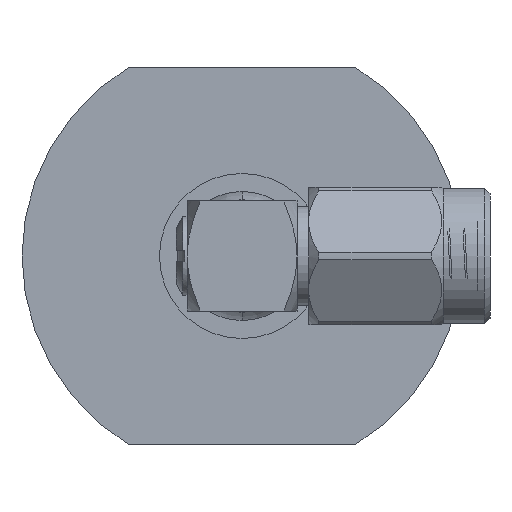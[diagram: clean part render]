
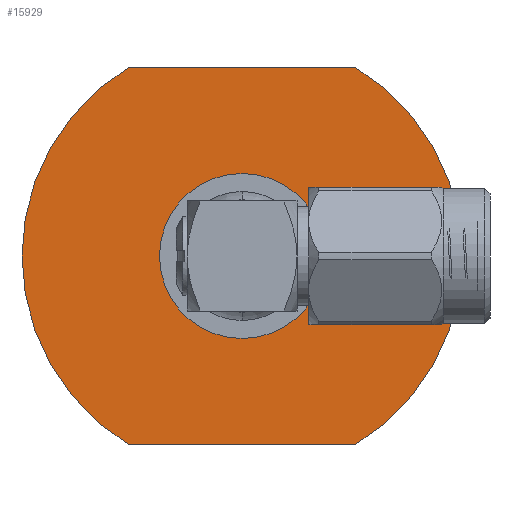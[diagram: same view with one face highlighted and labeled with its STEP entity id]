
A CAD part, left-side view. The second image highlights one B-rep face of the part: STEP entity #15929.
In plain terms, the highlighted face is planar.
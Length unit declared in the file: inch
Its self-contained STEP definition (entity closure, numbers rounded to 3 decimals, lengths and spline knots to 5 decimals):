
#385 = CARTESIAN_POINT ( 'NONE',  ( 0.84849, 0., 0. ) ) ;
#489 = EDGE_LOOP ( 'NONE', ( #16737, #14869 ) ) ;
#904 = DIRECTION ( 'NONE',  ( 0., 0., 1. ) ) ;
#1295 = ORIENTED_EDGE ( 'NONE', *, *, #3938, .F. ) ;
#1380 = CIRCLE ( 'NONE', #2895, 0.15 ) ;
#2267 = VERTEX_POINT ( 'NONE', #18607 ) ;
#2669 = EDGE_CURVE ( 'NONE', #10016, #7219, #1380, .T. ) ;
#2895 = AXIS2_PLACEMENT_3D ( 'NONE', #7933, #11989, #10197 ) ;
#2962 = EDGE_CURVE ( 'NONE', #10196, #2267, #7551, .T. ) ;
#2979 = CIRCLE ( 'NONE', #5244, 0.15 ) ;
#3341 = EDGE_CURVE ( 'NONE', #2267, #14250, #5571, .T. ) ;
#3708 = CARTESIAN_POINT ( 'NONE',  ( 0.84849, 0.20496, -0.3435 ) ) ;
#3938 = EDGE_CURVE ( 'NONE', #13204, #10196, #15116, .T. ) ;
#4074 = CARTESIAN_POINT ( 'NONE',  ( 0.84849, -0.20496, 0.3435 ) ) ;
#4364 = LINE ( 'NONE', #17357, #7274 ) ;
#4600 = DIRECTION ( 'NONE',  ( 0., 1., 0. ) ) ;
#5244 = AXIS2_PLACEMENT_3D ( 'NONE', #17374, #11896, #904 ) ;
#5571 = CIRCLE ( 'NONE', #16983, 0.4 ) ;
#5642 = PLANE ( 'NONE',  #15814 ) ;
#5647 = DIRECTION ( 'NONE',  ( 0., 0., 1. ) ) ;
#7039 = EDGE_LOOP ( 'NONE', ( #11978, #18537, #21030, #1295 ) ) ;
#7065 = VECTOR ( 'NONE', #22008, 39.37008 ) ;
#7219 = VERTEX_POINT ( 'NONE', #22194 ) ;
#7274 = VECTOR ( 'NONE', #4600, 39.37008 ) ;
#7551 = LINE ( 'NONE', #7666, #7065 ) ;
#7666 = CARTESIAN_POINT ( 'NONE',  ( 0.84849, 0.4, -0.3435 ) ) ;
#7933 = CARTESIAN_POINT ( 'NONE',  ( 0.84849, 0., 0. ) ) ;
#9219 = DIRECTION ( 'NONE',  ( -1., 0., 0. ) ) ;
#9454 = FACE_OUTER_BOUND ( 'NONE', #7039, .T. ) ;
#9897 = DIRECTION ( 'NONE',  ( -1., 0., 0. ) ) ;
#10016 = VERTEX_POINT ( 'NONE', #15511 ) ;
#10196 = VERTEX_POINT ( 'NONE', #3708 ) ;
#10197 = DIRECTION ( 'NONE',  ( 0., 0., 1. ) ) ;
#11896 = DIRECTION ( 'NONE',  ( -1., 0., 0. ) ) ;
#11923 = EDGE_CURVE ( 'NONE', #7219, #10016, #2979, .T. ) ;
#11978 = ORIENTED_EDGE ( 'NONE', *, *, #19344, .F. ) ;
#11989 = DIRECTION ( 'NONE',  ( -1., 0., 0. ) ) ;
#13204 = VERTEX_POINT ( 'NONE', #13917 ) ;
#13367 = DIRECTION ( 'NONE',  ( -1., 0., 0. ) ) ;
#13591 = AXIS2_PLACEMENT_3D ( 'NONE', #20762, #9897, #17161 ) ;
#13917 = CARTESIAN_POINT ( 'NONE',  ( 0.84849, 0.20496, 0.3435 ) ) ;
#14250 = VERTEX_POINT ( 'NONE', #4074 ) ;
#14869 = ORIENTED_EDGE ( 'NONE', *, *, #2669, .T. ) ;
#15116 = CIRCLE ( 'NONE', #13591, 0.4 ) ;
#15511 = CARTESIAN_POINT ( 'NONE',  ( 0.84849, 0., -0.15 ) ) ;
#15814 = AXIS2_PLACEMENT_3D ( 'NONE', #21875, #9219, #20206 ) ;
#15929 = ADVANCED_FACE ( 'NONE', ( #18156, #9454 ), #5642, .F. ) ;
#16737 = ORIENTED_EDGE ( 'NONE', *, *, #11923, .T. ) ;
#16983 = AXIS2_PLACEMENT_3D ( 'NONE', #385, #13367, #5647 ) ;
#17161 = DIRECTION ( 'NONE',  ( 0., 0., 1. ) ) ;
#17357 = CARTESIAN_POINT ( 'NONE',  ( 0.84849, 0.4, 0.3435 ) ) ;
#17374 = CARTESIAN_POINT ( 'NONE',  ( 0.84849, 0., 0. ) ) ;
#18156 = FACE_BOUND ( 'NONE', #489, .T. ) ;
#18537 = ORIENTED_EDGE ( 'NONE', *, *, #3341, .F. ) ;
#18607 = CARTESIAN_POINT ( 'NONE',  ( 0.84849, -0.20496, -0.3435 ) ) ;
#19344 = EDGE_CURVE ( 'NONE', #14250, #13204, #4364, .T. ) ;
#20206 = DIRECTION ( 'NONE',  ( 0., 0., 1. ) ) ;
#20762 = CARTESIAN_POINT ( 'NONE',  ( 0.84849, 0., 0. ) ) ;
#21030 = ORIENTED_EDGE ( 'NONE', *, *, #2962, .F. ) ;
#21875 = CARTESIAN_POINT ( 'NONE',  ( 0.84849, 0.4, 0. ) ) ;
#22008 = DIRECTION ( 'NONE',  ( 0., -1., 0. ) ) ;
#22194 = CARTESIAN_POINT ( 'NONE',  ( 0.84849, 0., 0.15 ) ) ;
